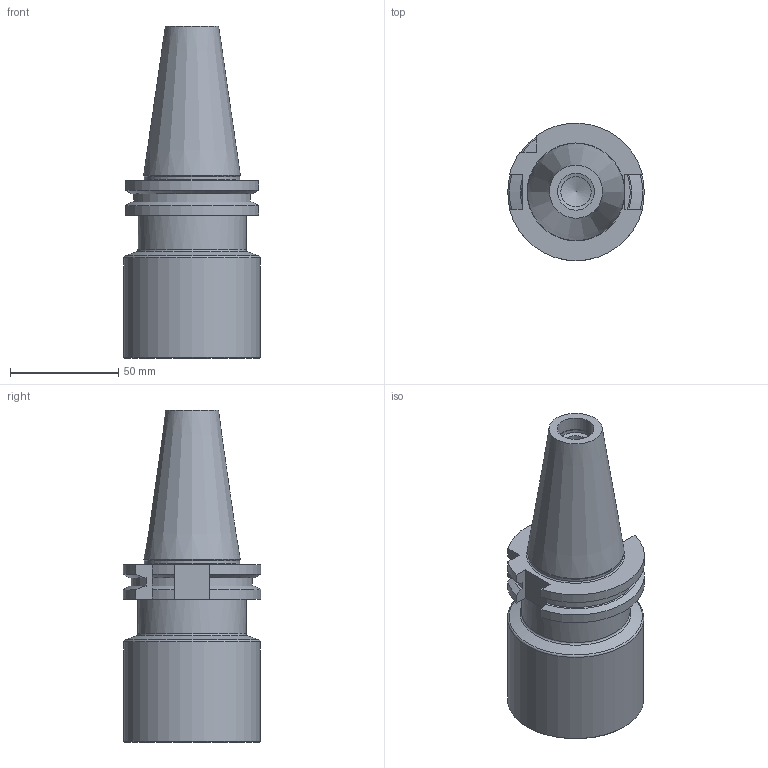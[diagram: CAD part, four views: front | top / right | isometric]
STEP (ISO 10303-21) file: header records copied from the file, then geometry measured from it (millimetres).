
FILE_DESCRIPTION(/* description */ (''),/* implementation_level */ '2;1');
FILE_NAME(/* name */ '2338_1_3d.stp',/* time_stamp */ '2017-02-08T07:48:46+01:00',/* author */ (''),/* organization */ ('SMS'),/* preprocessor_version */ 'ST-DEVELOPER v15',/* originating_system */ 'SIEMENS PLM Software NX 8.5',/* authorisation */ '');
FILE_SCHEMA (('AUTOMOTIVE_DESIGN { 1 0 10303 214 3 1 1 1 }'));
Length unit declared in the file: millimetre
Products named in the file (1): 2338_1_3D
Bounding box: 63 x 63.49 x 153.25 mm (x, y, z)
Volume: 291027.8 mm3; surface area: 33015.6 mm2
Topology: 1 solids, 1 shells, 52 faces, 136 edges, 86 vertices
Faces by surface type: plane 21, cylinder 15, cone 13, torus 3
Full cylindrical faces by diameter (mm): 14 x1, 17.009 x1, 17.409 x1, 44 x1, 50 x1, 63 x1
Entity records: 1529 total; most frequent: CARTESIAN_POINT 297, DIRECTION 258, ORIENTED_EDGE 226, EDGE_CURVE 113, AXIS2_PLACEMENT_3D 101, VERTEX_POINT 80, EDGE_LOOP 68, LINE 56
